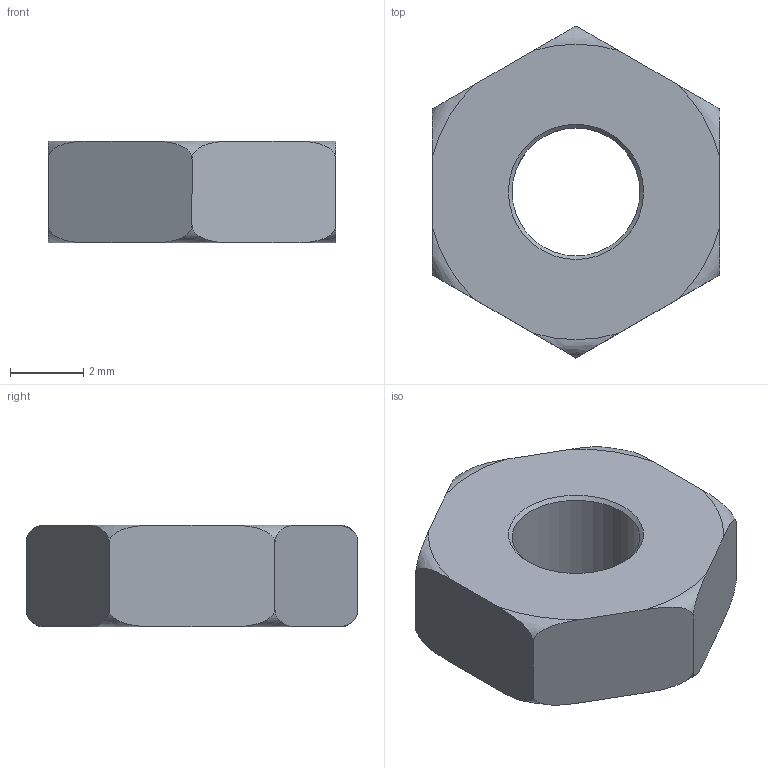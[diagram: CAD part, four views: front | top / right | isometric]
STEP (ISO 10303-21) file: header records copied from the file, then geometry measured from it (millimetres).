
FILE_DESCRIPTION(/* description */ (''),/* implementation_level */ '2;1');
FILE_NAME(/* name */ 'Bi-directional Cylinder Nut v1.step',/* time_stamp */ '2021-12-05T01:38:57-08:00',/* author */ (''),/* organization */ (''),/* preprocessor_version */ 'ST-DEVELOPER v18.1',/* originating_system */ 'Autodesk Translation Framework v10.10.0.1391',/* authorisation */ '');
FILE_SCHEMA (('AUTOMOTIVE_DESIGN { 1 0 10303 214 3 1 1 }'));
Length unit declared in the file: millimetre
Products named in the file (2): Bi-directional Cylinder Nut; NCJ2D10-200.step_NCJ2-Nut_10R
Assembly tree (1 placements, depth 2):
  Bi-directional Cylinder Nut
    NCJ2D10-200.step_NCJ2-Nut_10R
Bounding box: 7.87 x 9.09 x 2.79 mm (x, y, z)
Volume: 122.7 mm3; surface area: 191.7 mm2
Topology: 1 solids, 1 shells, 23 faces, 62 edges, 41 vertices
Faces by surface type: torus 12, plane 8, cone 2, cylinder 1
Full cylindrical faces by diameter (mm): 3.505 x1
Entity records: 998 total; most frequent: CARTESIAN_POINT 393, ORIENTED_EDGE 124, DIRECTION 107, EDGE_CURVE 62, AXIS2_PLACEMENT_3D 43, VERTEX_POINT 41, EDGE_LOOP 25, B_SPLINE_CURVE_WITH_KNOTS 24
